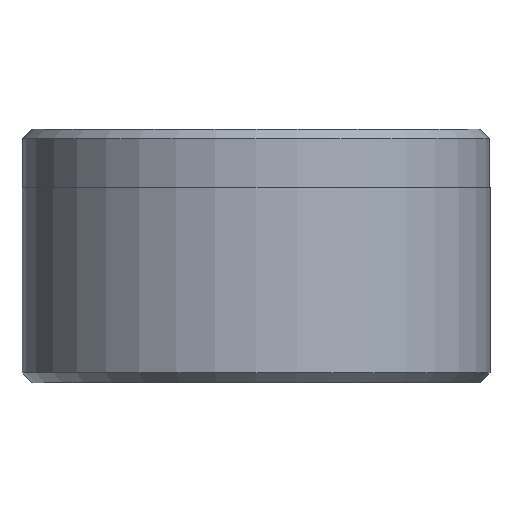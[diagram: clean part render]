
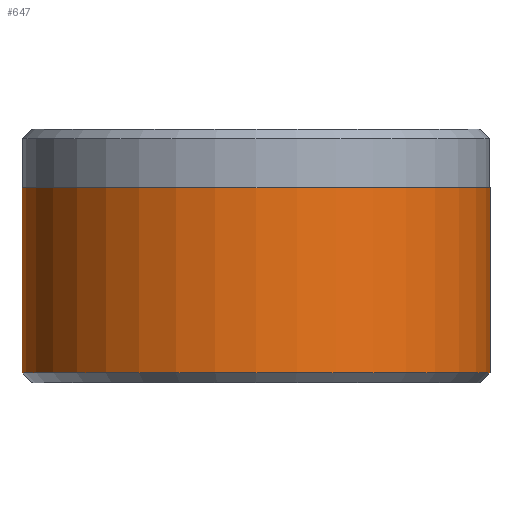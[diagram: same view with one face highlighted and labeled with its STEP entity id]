
A CAD part, front view. The second image highlights one B-rep face of the part: STEP entity #647.
In plain terms, the highlighted cylindrical face has radius 12 mm (diameter 24 mm), a partial arc.
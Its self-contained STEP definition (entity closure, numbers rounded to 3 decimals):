
#53 = LINE ( 'NONE', #1488, #1097 ) ;
#95 = VERTEX_POINT ( 'NONE', #818 ) ;
#136 = ORIENTED_EDGE ( 'NONE', *, *, #947, .T. ) ;
#160 = LINE ( 'NONE', #944, #483 ) ;
#167 = CARTESIAN_POINT ( 'NONE',  ( 12., 0., 10. ) ) ;
#213 = AXIS2_PLACEMENT_3D ( 'NONE', #267, #1225, #408 ) ;
#267 = CARTESIAN_POINT ( 'NONE',  ( 0., 0., 13. ) ) ;
#315 = VERTEX_POINT ( 'NONE', #167 ) ;
#361 = EDGE_CURVE ( 'NONE', #1724, #1490, #1640, .T. ) ;
#407 = DIRECTION ( 'NONE',  ( 0., 0., -1. ) ) ;
#408 = DIRECTION ( 'NONE',  ( -1., 0., 0. ) ) ;
#459 = ORIENTED_EDGE ( 'NONE', *, *, #1039, .F. ) ;
#463 = DIRECTION ( 'NONE',  ( 0., 0., 1. ) ) ;
#482 = AXIS2_PLACEMENT_3D ( 'NONE', #1279, #463, #1415 ) ;
#483 = VECTOR ( 'NONE', #1610, 1000. ) ;
#504 = FACE_OUTER_BOUND ( 'NONE', #777, .T. ) ;
#647 = ADVANCED_FACE ( 'NONE', ( #504 ), #817, .T. ) ;
#688 = CIRCLE ( 'NONE', #482, 12. ) ;
#768 = DIRECTION ( 'NONE',  ( 1., 0., 0. ) ) ;
#777 = EDGE_LOOP ( 'NONE', ( #459, #1186, #136, #1224 ) ) ;
#817 = CYLINDRICAL_SURFACE ( 'NONE', #213, 12. ) ;
#818 = CARTESIAN_POINT ( 'NONE',  ( -12., 0., 10. ) ) ;
#898 = DIRECTION ( 'NONE',  ( 0., 0., 1. ) ) ;
#901 = CARTESIAN_POINT ( 'NONE',  ( 0., 0., 0.5 ) ) ;
#944 = CARTESIAN_POINT ( 'NONE',  ( -12., 0., 13. ) ) ;
#947 = EDGE_CURVE ( 'NONE', #95, #1724, #160, .T. ) ;
#1039 = EDGE_CURVE ( 'NONE', #315, #1490, #53, .T. ) ;
#1097 = VECTOR ( 'NONE', #407, 1000. ) ;
#1130 = CARTESIAN_POINT ( 'NONE',  ( 12., 0., 0.5 ) ) ;
#1186 = ORIENTED_EDGE ( 'NONE', *, *, #1531, .F. ) ;
#1224 = ORIENTED_EDGE ( 'NONE', *, *, #361, .T. ) ;
#1225 = DIRECTION ( 'NONE',  ( 0., 0., -1. ) ) ;
#1279 = CARTESIAN_POINT ( 'NONE',  ( 0., 0., 10. ) ) ;
#1415 = DIRECTION ( 'NONE',  ( 1., 0., 0. ) ) ;
#1449 = CARTESIAN_POINT ( 'NONE',  ( -12., 0., 0.5 ) ) ;
#1488 = CARTESIAN_POINT ( 'NONE',  ( 12., 0., 13. ) ) ;
#1490 = VERTEX_POINT ( 'NONE', #1130 ) ;
#1531 = EDGE_CURVE ( 'NONE', #95, #315, #688, .T. ) ;
#1610 = DIRECTION ( 'NONE',  ( 0., 0., -1. ) ) ;
#1638 = AXIS2_PLACEMENT_3D ( 'NONE', #901, #898, #768 ) ;
#1640 = CIRCLE ( 'NONE', #1638, 12. ) ;
#1724 = VERTEX_POINT ( 'NONE', #1449 ) ;
